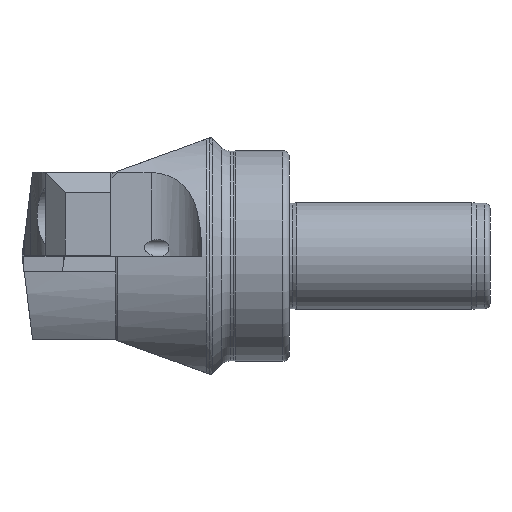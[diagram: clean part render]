
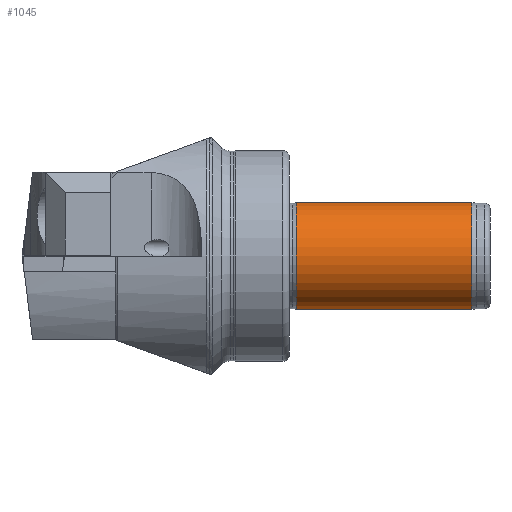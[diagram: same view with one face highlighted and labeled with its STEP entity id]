
A CAD part, front view. The second image highlights one B-rep face of the part: STEP entity #1045.
In plain terms, the highlighted cylindrical face has radius 16 mm (diameter 32 mm), a full revolution.
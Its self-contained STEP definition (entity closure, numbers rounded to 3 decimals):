
#871=FACE_BOUND('',#1252,.T.);
#872=FACE_BOUND('',#1253,.T.);
#1045=ADVANCED_FACE('',(#871,#872),#1147,.T.);
#1147=CYLINDRICAL_SURFACE('',#2656,16.);
#1252=EDGE_LOOP('',(#1784));
#1253=EDGE_LOOP('',(#1785));
#1669=CIRCLE('',#2654,16.);
#1670=CIRCLE('',#2655,16.);
#1784=ORIENTED_EDGE('',*,*,#2419,.F.);
#1785=ORIENTED_EDGE('',*,*,#2420,.T.);
#2238=VERTEX_POINT('',#3508);
#2239=VERTEX_POINT('',#3510);
#2419=EDGE_CURVE('',#2238,#2238,#1669,.T.);
#2420=EDGE_CURVE('',#2239,#2239,#1670,.T.);
#2654=AXIS2_PLACEMENT_3D('',#3507,#2897,#2898);
#2655=AXIS2_PLACEMENT_3D('',#3509,#2899,#2900);
#2656=AXIS2_PLACEMENT_3D('',#3511,#2901,#2902);
#2897=DIRECTION('',(-1.,0.,0.));
#2898=DIRECTION('',(0.,0.,1.));
#2899=DIRECTION('',(-1.,0.,0.));
#2900=DIRECTION('',(0.,0.,1.));
#2901=DIRECTION('',(-1.,0.,0.));
#2902=DIRECTION('',(0.,0.,1.));
#3507=CARTESIAN_POINT('',(55.38,0.,0.));
#3508=CARTESIAN_POINT('',(55.38,0.,16.));
#3509=CARTESIAN_POINT('',(107.962,0.,0.));
#3510=CARTESIAN_POINT('',(107.962,0.,16.));
#3511=CARTESIAN_POINT('',(0.,0.,0.));
